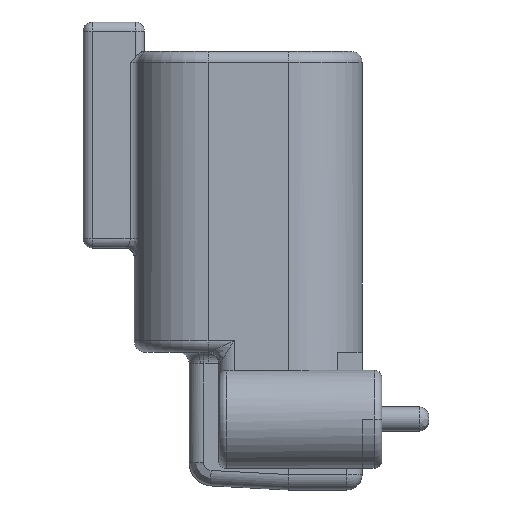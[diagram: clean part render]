
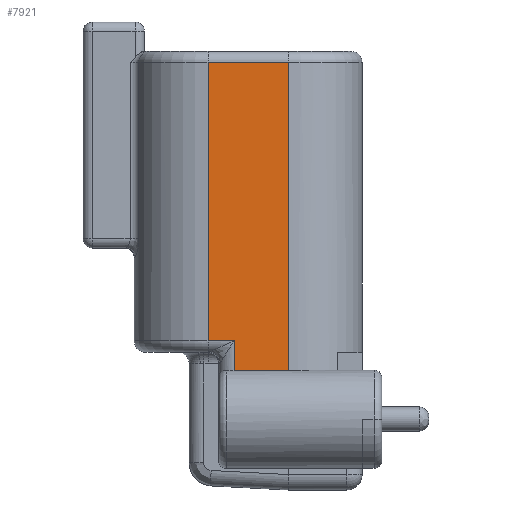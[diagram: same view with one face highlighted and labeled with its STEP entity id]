
A CAD part, left-side view. The second image highlights one B-rep face of the part: STEP entity #7921.
In plain terms, the highlighted planar face has unit normal (-1, 0, 0).
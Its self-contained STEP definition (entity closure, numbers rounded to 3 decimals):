
#2304=CARTESIAN_POINT('',(-9.08,0.905,
-18.681));
#2347=DIRECTION('',(0.,0.,1.));
#2348=VECTOR('',#2347,1.945);
#2349=CARTESIAN_POINT('',(-9.081,0.905,-20.626));
#2350=LINE('',#2349,#2348);
#2354=DIRECTION('',(0.,1.,0.));
#2355=VECTOR('',#2354,1.686);
#2356=CARTESIAN_POINT('',(-9.08,0.905,
-18.681));
#2357=LINE('',#2356,#2355);
#2361=DIRECTION('',(0.,0.,-1.));
#2362=VECTOR('',#2361,17.981);
#2363=CARTESIAN_POINT('',(-9.081,2.591,-0.7));
#2364=LINE('',#2363,#2362);
#2368=DIRECTION('',(0.,-1.,0.));
#2369=VECTOR('',#2368,5.182);
#2370=CARTESIAN_POINT('',(-9.081,2.591,-0.7));
#2371=LINE('',#2370,#2369);
#2375=DIRECTION('',(0.,1.,0.));
#2376=VECTOR('',#2375,3.496);
#2377=CARTESIAN_POINT('',(-9.081,-2.591,-20.626));
#2378=LINE('',#2377,#2376);
#3542=CARTESIAN_POINT('',(-9.081,-2.591,-20.626));
#3547=DIRECTION('',(0.,0.,1.));
#3548=VECTOR('',#3547,19.926);
#3549=CARTESIAN_POINT('',(-9.081,-2.591,-20.626));
#3550=LINE('',#3549,#3548);
#5448=VERTEX_POINT('',#3542);
#5533=CARTESIAN_POINT('',(-9.081,2.591,-18.681));
#5534=VERTEX_POINT('',#5533);
#5593=CARTESIAN_POINT('',(-9.081,0.905,-20.626));
#5594=VERTEX_POINT('',#5593);
#5641=VERTEX_POINT('',#2304);
#5664=CARTESIAN_POINT('',(-9.081,-2.591,-0.7));
#5665=VERTEX_POINT('',#5664);
#5668=CARTESIAN_POINT('',(-9.081,2.591,-0.7));
#5669=VERTEX_POINT('',#5668);
#7905=CARTESIAN_POINT('',(-9.081,2.591,0.));
#7906=DIRECTION('',(-1.,0.,0.));
#7907=DIRECTION('',(0.,-1.,0.));
#7908=AXIS2_PLACEMENT_3D('',#7905,#7906,#7907);
#7909=PLANE('',#7908);
#7910=ORIENTED_EDGE('',*,*,#7872,.T.);
#7912=ORIENTED_EDGE('',*,*,#7911,.T.);
#7914=ORIENTED_EDGE('',*,*,#7913,.F.);
#7915=ORIENTED_EDGE('',*,*,#7633,.T.);
#7917=ORIENTED_EDGE('',*,*,#7916,.F.);
#7918=ORIENTED_EDGE('',*,*,#7884,.T.);
#7919=EDGE_LOOP('',(#7910,#7912,#7914,#7915,#7917,#7918));
#7920=FACE_OUTER_BOUND('',#7919,.F.);
#7921=ADVANCED_FACE('',(#7920),#7909,.T.);
#7633=EDGE_CURVE('',#5669,#5665,#2371,.T.);
#7872=EDGE_CURVE('',#5594,#5641,#2350,.T.);
#7884=EDGE_CURVE('',#5448,#5594,#2378,.T.);
#7911=EDGE_CURVE('',#5641,#5534,#2357,.T.);
#7913=EDGE_CURVE('',#5669,#5534,#2364,.T.);
#7916=EDGE_CURVE('',#5448,#5665,#3550,.T.);
